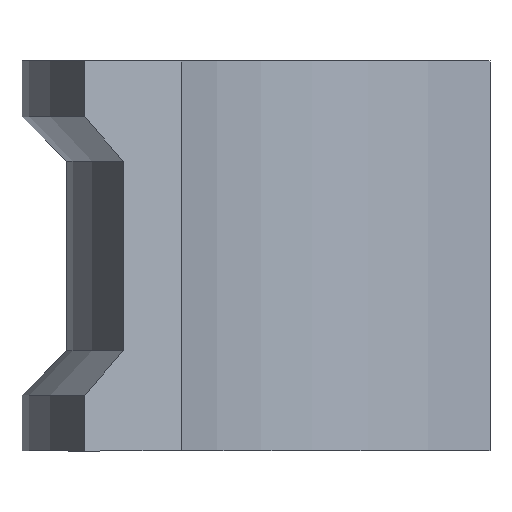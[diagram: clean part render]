
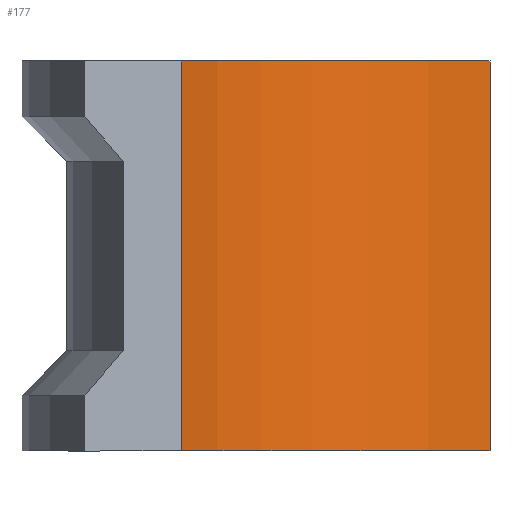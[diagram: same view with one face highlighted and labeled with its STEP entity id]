
A CAD part, left-side view. The second image highlights one B-rep face of the part: STEP entity #177.
In plain terms, the highlighted cylindrical face has radius 16 mm (diameter 32 mm), a partial arc.
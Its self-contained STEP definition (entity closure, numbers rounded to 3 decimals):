
#21=CYLINDRICAL_SURFACE('',#213,16.);
#27=FACE_OUTER_BOUND('',#37,.T.);
#37=EDGE_LOOP('',(#139,#140,#141,#142));
#49=CIRCLE('',#214,16.);
#50=CIRCLE('',#215,16.);
#59=LINE('',#311,#75);
#60=LINE('',#314,#76);
#75=VECTOR('',#255,10.);
#76=VECTOR('',#258,10.);
#95=VERTEX_POINT('',#307);
#96=VERTEX_POINT('',#308);
#97=VERTEX_POINT('',#310);
#98=VERTEX_POINT('',#312);
#113=EDGE_CURVE('',#95,#96,#49,.T.);
#114=EDGE_CURVE('',#96,#97,#59,.T.);
#115=EDGE_CURVE('',#98,#97,#50,.T.);
#116=EDGE_CURVE('',#95,#98,#60,.T.);
#139=ORIENTED_EDGE('',*,*,#113,.T.);
#140=ORIENTED_EDGE('',*,*,#114,.T.);
#141=ORIENTED_EDGE('',*,*,#115,.F.);
#142=ORIENTED_EDGE('',*,*,#116,.F.);
#177=ADVANCED_FACE('',(#27),#21,.F.);
#213=AXIS2_PLACEMENT_3D('',#306,#251,#252);
#214=AXIS2_PLACEMENT_3D('',#309,#253,#254);
#215=AXIS2_PLACEMENT_3D('',#313,#256,#257);
#251=DIRECTION('center_axis',(0.,0.,1.));
#252=DIRECTION('ref_axis',(-1.,0.,0.));
#253=DIRECTION('center_axis',(0.,0.,-1.));
#254=DIRECTION('ref_axis',(-1.,0.,0.));
#255=DIRECTION('',(0.,0.,1.));
#256=DIRECTION('center_axis',(0.,0.,-1.));
#257=DIRECTION('ref_axis',(-1.,0.,0.));
#258=DIRECTION('',(0.,0.,1.));
#306=CARTESIAN_POINT('Origin',(0.,0.,0.));
#307=CARTESIAN_POINT('',(-8.,13.856,0.));
#308=CARTESIAN_POINT('',(16.,0.,0.));
#309=CARTESIAN_POINT('Origin',(0.,0.,0.));
#310=CARTESIAN_POINT('',(16.,0.,17.5));
#311=CARTESIAN_POINT('',(16.,0.,0.));
#312=CARTESIAN_POINT('',(-8.,13.856,17.5));
#313=CARTESIAN_POINT('Origin',(0.,0.,17.5));
#314=CARTESIAN_POINT('',(-8.,13.856,0.));
